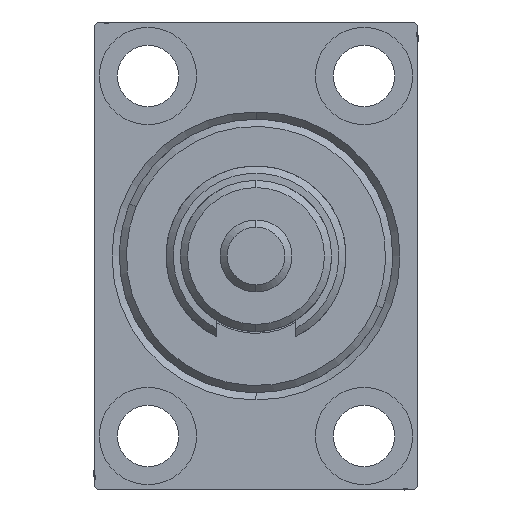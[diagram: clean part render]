
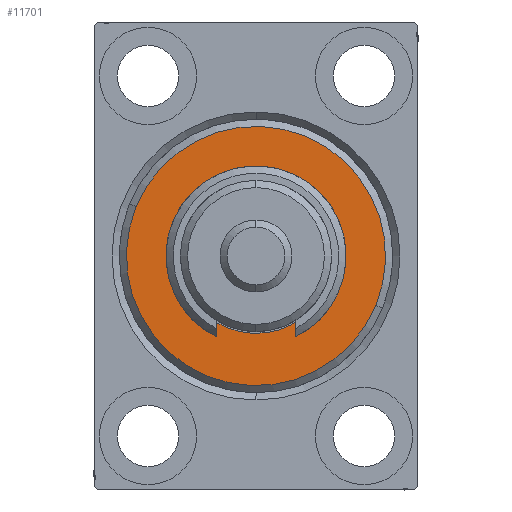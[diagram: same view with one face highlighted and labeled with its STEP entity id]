
A CAD part, left-side view. The second image highlights one B-rep face of the part: STEP entity #11701.
In plain terms, the highlighted face is planar.
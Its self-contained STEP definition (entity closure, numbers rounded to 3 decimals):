
#1420 = CARTESIAN_POINT ( 'NONE',  ( 3., 0., 10.75 ) ) ;
#2135 = CARTESIAN_POINT ( 'NONE',  ( 3., 0., -10.75 ) ) ;
#2756 = FACE_OUTER_BOUND ( 'NONE', #33896, .T. ) ;
#3411 = AXIS2_PLACEMENT_3D ( 'NONE', #29723, #29243, #44172 ) ;
#3597 = VERTEX_POINT ( 'NONE', #43922 ) ;
#5233 = ORIENTED_EDGE ( 'NONE', *, *, #20900, .T. ) ;
#6043 = DIRECTION ( 'NONE',  ( 0., 0., -1. ) ) ;
#6094 = FACE_BOUND ( 'NONE', #16745, .T. ) ;
#7646 = DIRECTION ( 'NONE',  ( 0., 0., -1. ) ) ;
#10855 = DIRECTION ( 'NONE',  ( 1., 0., 0. ) ) ;
#11701 = ADVANCED_FACE ( 'NONE', ( #2756, #6094 ), #20513, .T. ) ;
#13391 = AXIS2_PLACEMENT_3D ( 'NONE', #42234, #35587, #6043 ) ;
#13785 = CARTESIAN_POINT ( 'NONE',  ( 3., 0., -18. ) ) ;
#14613 = CIRCLE ( 'NONE', #41104, 18. ) ;
#14743 = VERTEX_POINT ( 'NONE', #2135 ) ;
#16745 = EDGE_LOOP ( 'NONE', ( #5233, #23779 ) ) ;
#18900 = AXIS2_PLACEMENT_3D ( 'NONE', #35796, #46698, #7646 ) ;
#20513 = PLANE ( 'NONE',  #3411 ) ;
#20900 = EDGE_CURVE ( 'NONE', #26869, #14743, #37594, .T. ) ;
#21032 = EDGE_CURVE ( 'NONE', #3597, #35751, #42140, .T. ) ;
#23779 = ORIENTED_EDGE ( 'NONE', *, *, #40017, .T. ) ;
#24808 = CARTESIAN_POINT ( 'NONE',  ( 3., 0., 0. ) ) ;
#26869 = VERTEX_POINT ( 'NONE', #1420 ) ;
#28835 = DIRECTION ( 'NONE',  ( 0., 0., -1. ) ) ;
#29243 = DIRECTION ( 'NONE',  ( 1., 0., 0. ) ) ;
#29723 = CARTESIAN_POINT ( 'NONE',  ( 3., 0., 0. ) ) ;
#30109 = EDGE_CURVE ( 'NONE', #35751, #3597, #14613, .T. ) ;
#30210 = DIRECTION ( 'NONE',  ( 0., 0., -1. ) ) ;
#32402 = ORIENTED_EDGE ( 'NONE', *, *, #30109, .T. ) ;
#33760 = CARTESIAN_POINT ( 'NONE',  ( 3., 0., 0. ) ) ;
#33896 = EDGE_LOOP ( 'NONE', ( #45143, #32402 ) ) ;
#34062 = CIRCLE ( 'NONE', #18900, 10.75 ) ;
#35587 = DIRECTION ( 'NONE',  ( 1., 0., 0. ) ) ;
#35751 = VERTEX_POINT ( 'NONE', #13785 ) ;
#35796 = CARTESIAN_POINT ( 'NONE',  ( 3., 0., 0. ) ) ;
#37594 = CIRCLE ( 'NONE', #39083, 10.75 ) ;
#39083 = AXIS2_PLACEMENT_3D ( 'NONE', #33760, #44414, #30210 ) ;
#40017 = EDGE_CURVE ( 'NONE', #14743, #26869, #34062, .T. ) ;
#41104 = AXIS2_PLACEMENT_3D ( 'NONE', #24808, #10855, #28835 ) ;
#42140 = CIRCLE ( 'NONE', #13391, 18. ) ;
#42234 = CARTESIAN_POINT ( 'NONE',  ( 3., 0., 0. ) ) ;
#43922 = CARTESIAN_POINT ( 'NONE',  ( 3., 0., 18. ) ) ;
#44172 = DIRECTION ( 'NONE',  ( 0., 0., -1. ) ) ;
#44414 = DIRECTION ( 'NONE',  ( -1., 0., 0. ) ) ;
#45143 = ORIENTED_EDGE ( 'NONE', *, *, #21032, .T. ) ;
#46698 = DIRECTION ( 'NONE',  ( -1., 0., 0. ) ) ;
